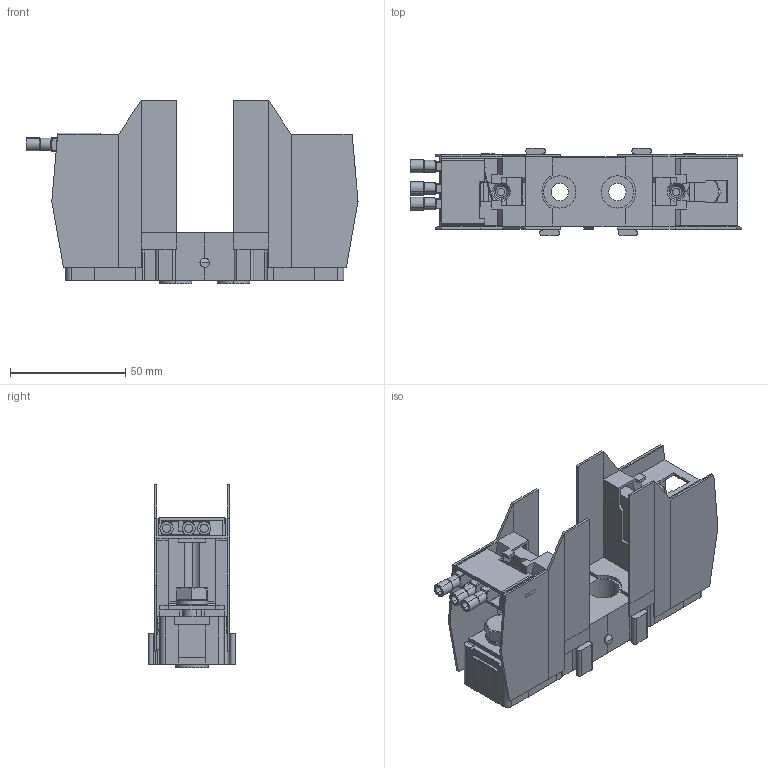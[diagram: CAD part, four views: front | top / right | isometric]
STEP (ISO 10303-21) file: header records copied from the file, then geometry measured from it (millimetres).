
FILE_DESCRIPTION(('CATIA V5 STEP'),'2;1');
FILE_NAME('U5311232_L_NH-Sicherungsunterteil U00-1Ig_K.stp','2019-06-25T11:19:55+00:00',('none'),('Jean Müller GmbH'),'CATIA Version 5 Release 19 SP 9 (IN-10)','CATIA V5 STEP AP214','none');
FILE_SCHEMA(('AUTOMOTIVE_DESIGN { 1 0 10303 214 1 1 1 1 }'));
Length unit declared in the file: millimetre
Products named in the file (11): U5311232_L_NH-Sicherungsunterteil U00-1Ig/K; 13956_Schild; U5311200_L_NH-Sicherungsunterteil U00-1Ig; 32976_L_Isoliersockel  U00-1Ig; 65716_Sechskantschraube mit Ring M8x16_Z4_DIN933; 58544_L_Federkontakt Gr 00; U8520013_Kraftmelder mit Befestigung K-U00-IGZ; 33559_Abdeckhalter; 87582_Microschalter; 88672_Flachsteckhuelse 2,8x0,5 vollisoliert; 33535_L_Abdeckhaube U00 und LTL00
Assembly tree (15 placements, depth 3):
  U5311232_L_NH-Sicherungsunterteil U00-1Ig/K
    13956_Schild
    U5311200_L_NH-Sicherungsunterteil U00-1Ig
      32976_L_Isoliersockel  U00-1Ig
      65716_Sechskantschraube mit Ring M8x16_Z4_DIN933  x2
      58544_L_Federkontakt Gr 00  x2
    U8520013_Kraftmelder mit Befestigung K-U00-IGZ
      33559_Abdeckhalter
      87582_Microschalter
      88672_Flachsteckhuelse 2,8x0,5 vollisoliert  x3
    33535_L_Abdeckhaube U00 und LTL00  x2
Bounding box: 144.07 x 38 x 79.5 mm (x, y, z)
Volume: 107347.5 mm3; surface area: 67185.5 mm2
Topology: 13 solids, 13 shells, 933 faces, 2488 edges, 1595 vertices
Faces by surface type: plane 638, cylinder 235, cone 24, torus 24, bspline 12
Entity records: 21911 total; most frequent: CARTESIAN_POINT 5089, ORIENTED_EDGE 3372, DIRECTION 2615, EDGE_CURVE 1686, VECTOR 1266, LINE 1266, VERTEX_POINT 1094, AXIS2_PLACEMENT_3D 858
